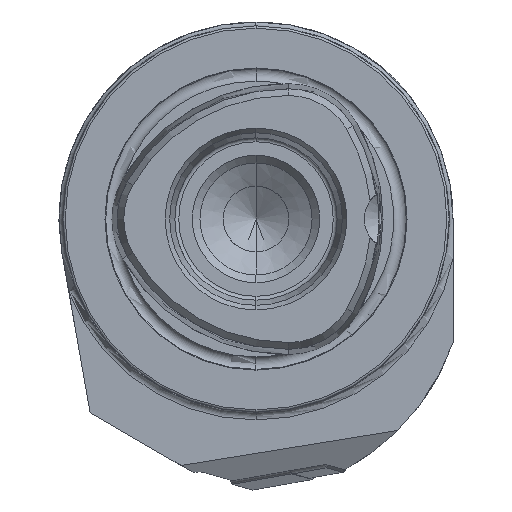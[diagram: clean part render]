
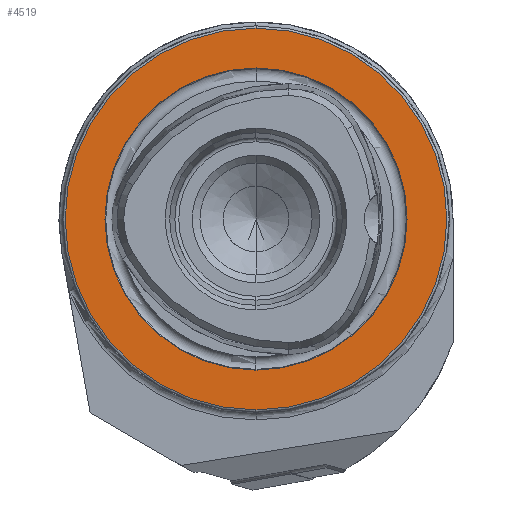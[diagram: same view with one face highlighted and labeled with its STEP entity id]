
A CAD part, left-side view. The second image highlights one B-rep face of the part: STEP entity #4519.
In plain terms, the highlighted planar face has unit normal (-1, 0, 0).
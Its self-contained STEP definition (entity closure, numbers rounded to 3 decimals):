
#903 = CIRCLE ( 'NONE', #3631, 19.55 ) ;
#1493 = DIRECTION ( 'NONE',  ( -1., 0., 0. ) ) ;
#1522 = CARTESIAN_POINT ( 'NONE',  ( 0., 0., 24.7 ) ) ;
#1605 = VERTEX_POINT ( 'NONE', #9635 ) ;
#1743 = EDGE_CURVE ( 'NONE', #1605, #8597, #903, .T. ) ;
#1837 = CIRCLE ( 'NONE', #7432, 24.7 ) ;
#2123 = FACE_OUTER_BOUND ( 'NONE', #14426, .T. ) ;
#2414 = CARTESIAN_POINT ( 'NONE',  ( 0., 19.55, 0. ) ) ;
#2687 = DIRECTION ( 'NONE',  ( -1., 0., 0. ) ) ;
#3246 = DIRECTION ( 'NONE',  ( -1., 0., 0. ) ) ;
#3631 = AXIS2_PLACEMENT_3D ( 'NONE', #6307, #2687, #15190 ) ;
#3646 = DIRECTION ( 'NONE',  ( 0., 0., 1. ) ) ;
#3875 = ORIENTED_EDGE ( 'NONE', *, *, #14079, .F. ) ;
#4267 = FACE_BOUND ( 'NONE', #10273, .T. ) ;
#4504 = DIRECTION ( 'NONE',  ( 0., 0., 1. ) ) ;
#4519 = ADVANCED_FACE ( 'NONE', ( #4267, #2123 ), #4769, .F. ) ;
#4769 = PLANE ( 'NONE',  #11482 ) ;
#4895 = VERTEX_POINT ( 'NONE', #1522 ) ;
#6307 = CARTESIAN_POINT ( 'NONE',  ( 0., 0., 0. ) ) ;
#6410 = DIRECTION ( 'NONE',  ( 0., 0., 1. ) ) ;
#7432 = AXIS2_PLACEMENT_3D ( 'NONE', #8786, #16245, #3646 ) ;
#7676 = CARTESIAN_POINT ( 'NONE',  ( 0., 0., 0. ) ) ;
#8128 = CIRCLE ( 'NONE', #11527, 19.55 ) ;
#8597 = VERTEX_POINT ( 'NONE', #8991 ) ;
#8786 = CARTESIAN_POINT ( 'NONE',  ( 0., 0., 0. ) ) ;
#8804 = DIRECTION ( 'NONE',  ( 0., 0., -1. ) ) ;
#8991 = CARTESIAN_POINT ( 'NONE',  ( 0., 0., 19.55 ) ) ;
#9100 = EDGE_CURVE ( 'NONE', #9376, #4895, #10697, .T. ) ;
#9342 = EDGE_CURVE ( 'NONE', #4895, #9376, #1837, .T. ) ;
#9376 = VERTEX_POINT ( 'NONE', #16303 ) ;
#9580 = ORIENTED_EDGE ( 'NONE', *, *, #1743, .F. ) ;
#9602 = ORIENTED_EDGE ( 'NONE', *, *, #9342, .T. ) ;
#9635 = CARTESIAN_POINT ( 'NONE',  ( 0., 0., -19.55 ) ) ;
#9636 = CARTESIAN_POINT ( 'NONE',  ( 0., 0., 0. ) ) ;
#9952 = DIRECTION ( 'NONE',  ( 1., 0., 0. ) ) ;
#10273 = EDGE_LOOP ( 'NONE', ( #3875, #9580 ) ) ;
#10697 = CIRCLE ( 'NONE', #14247, 24.7 ) ;
#11443 = ORIENTED_EDGE ( 'NONE', *, *, #9100, .T. ) ;
#11482 = AXIS2_PLACEMENT_3D ( 'NONE', #2414, #9952, #8804 ) ;
#11527 = AXIS2_PLACEMENT_3D ( 'NONE', #9636, #3246, #4504 ) ;
#14079 = EDGE_CURVE ( 'NONE', #8597, #1605, #8128, .T. ) ;
#14247 = AXIS2_PLACEMENT_3D ( 'NONE', #7676, #1493, #6410 ) ;
#14426 = EDGE_LOOP ( 'NONE', ( #9602, #11443 ) ) ;
#15190 = DIRECTION ( 'NONE',  ( 0., 0., 1. ) ) ;
#16245 = DIRECTION ( 'NONE',  ( -1., 0., 0. ) ) ;
#16303 = CARTESIAN_POINT ( 'NONE',  ( 0., 0., -24.7 ) ) ;
